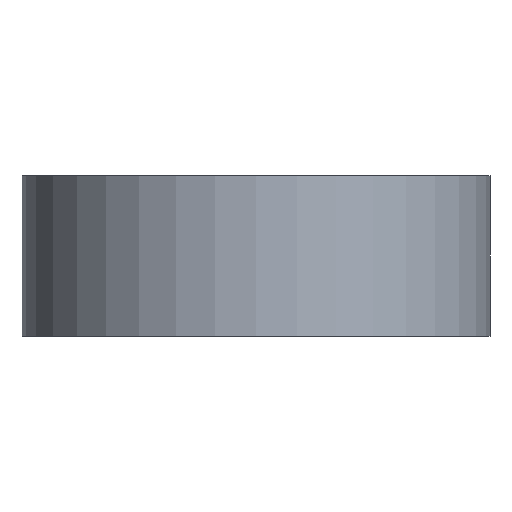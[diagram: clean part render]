
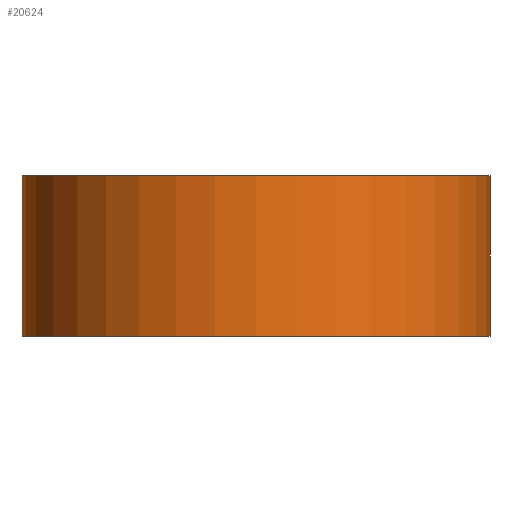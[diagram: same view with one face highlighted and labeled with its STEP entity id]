
A CAD part, front view. The second image highlights one B-rep face of the part: STEP entity #20624.
In plain terms, the highlighted cylindrical face has radius 18.542 mm (diameter 37.084 mm), a partial arc.
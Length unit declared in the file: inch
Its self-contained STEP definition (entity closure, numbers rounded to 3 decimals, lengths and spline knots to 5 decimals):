
#338 = AXIS2_PLACEMENT_3D ( 'NONE', #20560, #17139, #17205 ) ;
#408 = DIRECTION ( 'NONE',  ( 1., 0., 0. ) ) ;
#528 = EDGE_CURVE ( 'NONE', #15193, #4766, #6919, .T. ) ;
#738 = ORIENTED_EDGE ( 'NONE', *, *, #20138, .T. ) ;
#1794 = DIRECTION ( 'NONE',  ( 0., 0., -1. ) ) ;
#2695 = ORIENTED_EDGE ( 'NONE', *, *, #19649, .T. ) ;
#2839 = DIRECTION ( 'NONE',  ( 0., 0., 1. ) ) ;
#3024 = CARTESIAN_POINT ( 'NONE',  ( 0.92573, 0.15995, 0.03814 ) ) ;
#4285 = AXIS2_PLACEMENT_3D ( 'NONE', #12961, #2839, #14675 ) ;
#4766 = VERTEX_POINT ( 'NONE', #3024 ) ;
#5114 = DIRECTION ( 'NONE',  ( 0., 0., -1. ) ) ;
#6842 = CARTESIAN_POINT ( 'NONE',  ( -0.53427, 0.15995, 0.03814 ) ) ;
#6863 = CYLINDRICAL_SURFACE ( 'NONE', #338, 0.73 ) ;
#6919 = CIRCLE ( 'NONE', #7367, 0.73 ) ;
#7102 = CARTESIAN_POINT ( 'NONE',  ( 0.92573, 0.15995, 0.03814 ) ) ;
#7367 = AXIS2_PLACEMENT_3D ( 'NONE', #9423, #19566, #408 ) ;
#7578 = VECTOR ( 'NONE', #5114, 39.37008 ) ;
#8109 = LINE ( 'NONE', #6842, #7578 ) ;
#8630 = VERTEX_POINT ( 'NONE', #17097 ) ;
#9410 = CARTESIAN_POINT ( 'NONE',  ( -0.53427, 0.15995, -0.46186 ) ) ;
#9423 = CARTESIAN_POINT ( 'NONE',  ( 0.19573, 0.15995, 0.03814 ) ) ;
#9622 = EDGE_LOOP ( 'NONE', ( #18538, #16896, #2695, #738 ) ) ;
#9826 = CARTESIAN_POINT ( 'NONE',  ( -0.53427, 0.15995, 0.03814 ) ) ;
#11365 = LINE ( 'NONE', #7102, #20358 ) ;
#11420 = CIRCLE ( 'NONE', #4285, 0.73 ) ;
#12961 = CARTESIAN_POINT ( 'NONE',  ( 0.19573, 0.15995, -0.46186 ) ) ;
#14551 = VERTEX_POINT ( 'NONE', #9410 ) ;
#14675 = DIRECTION ( 'NONE',  ( 1., 0., 0. ) ) ;
#15193 = VERTEX_POINT ( 'NONE', #9826 ) ;
#16896 = ORIENTED_EDGE ( 'NONE', *, *, #528, .F. ) ;
#17097 = CARTESIAN_POINT ( 'NONE',  ( 0.92573, 0.15995, -0.46186 ) ) ;
#17139 = DIRECTION ( 'NONE',  ( 0., 0., -1. ) ) ;
#17205 = DIRECTION ( 'NONE',  ( -1., 0., 0. ) ) ;
#18538 = ORIENTED_EDGE ( 'NONE', *, *, #20635, .F. ) ;
#19566 = DIRECTION ( 'NONE',  ( 0., 0., 1. ) ) ;
#19649 = EDGE_CURVE ( 'NONE', #15193, #14551, #8109, .T. ) ;
#20138 = EDGE_CURVE ( 'NONE', #14551, #8630, #11420, .T. ) ;
#20358 = VECTOR ( 'NONE', #1794, 39.37008 ) ;
#20560 = CARTESIAN_POINT ( 'NONE',  ( 0.19573, 0.15995, 0.03814 ) ) ;
#20624 = ADVANCED_FACE ( 'NONE', ( #21941 ), #6863, .T. ) ;
#20635 = EDGE_CURVE ( 'NONE', #4766, #8630, #11365, .T. ) ;
#21941 = FACE_OUTER_BOUND ( 'NONE', #9622, .T. ) ;
